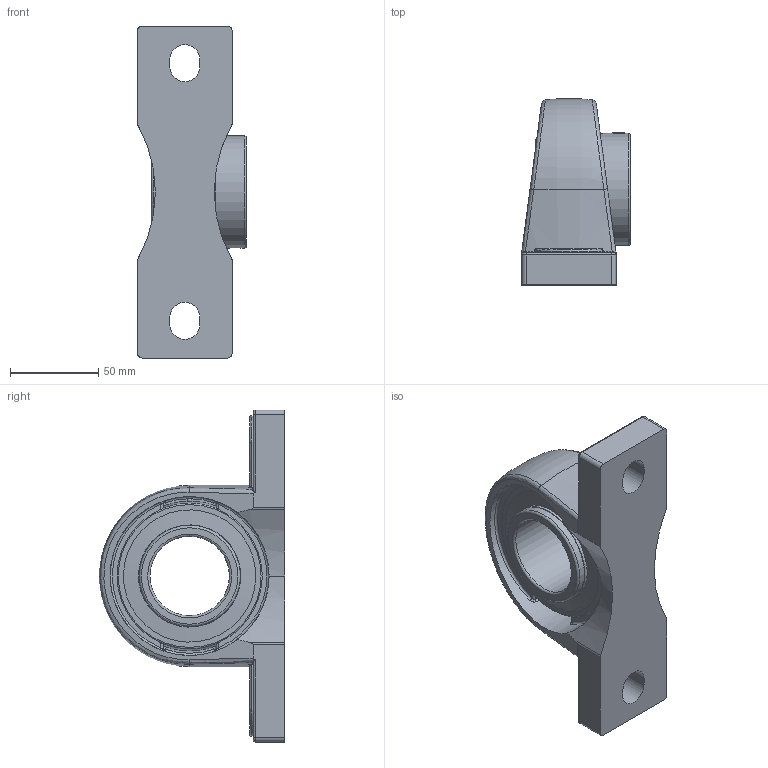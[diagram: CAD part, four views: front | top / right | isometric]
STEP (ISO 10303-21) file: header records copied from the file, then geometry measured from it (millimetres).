
FILE_DESCRIPTION(('HOOPS Exchange Step'),'2;1');
FILE_NAME('export-D57215CD-FBFB-4DE3-B4D2-4D9E4E857613.stp','2020-05-21T10:28:50-07:00',('dkerr'),('Alibre'),'HOOPS Exchange 2020.0','Alibre','Unknown authorisation');
FILE_SCHEMA( ('AP242_MANAGED_MODEL_BASED_3D_ENGINEERING_MIM_LF {1 0 10303 442 1 1 4 }') );
Length unit declared in the file: inch
Products named in the file (8): MRN SPM 209 L4L; SNC 209 (Ball Bearing); SNC 209 (Shield); SNC 209 (Setscrew); SNC 209 (Collar); SNC 209 L4L (45mm) (Race); MRN SNC 209 L4L (45mm); MRN SNCSPM 209 L4L (45mm)
Assembly tree (8 placements, depth 3):
  MRN SNCSPM 209 L4L (45mm)
    MRN SPM 209 L4L
    MRN SNC 209 L4L (45mm)
      SNC 209 (Ball Bearing)
      SNC 209 (Shield)  x2
      SNC 209 (Setscrew)
      SNC 209 (Collar)
      SNC 209 L4L (45mm) (Race)
Bounding box: 61.64 x 105.32 x 188 mm (x, y, z)
Volume: 326919.4 mm3; surface area: 99472.5 mm2
Topology: 16 solids, 16 shells, 198 faces, 529 edges, 339 vertices
Faces by surface type: cylinder 67, plane 54, torus 29, bspline 22, sphere 16, cone 10
Full cylindrical faces by diameter (mm): 6.782 x3, 45 x2, 50.292 x2, 57.15 x4, 57.912 x2, 63.5 x1, 71.381 x2, 74.93 x2, 90 x2, 95.22 x1
Entity records: 13353 total; most frequent: CARTESIAN_POINT 8440, DIRECTION 1021, ORIENTED_EDGE 964, EDGE_CURVE 482, AXIS2_PLACEMENT_3D 436, VERTEX_POINT 325, CIRCLE 221, EDGE_LOOP 211
